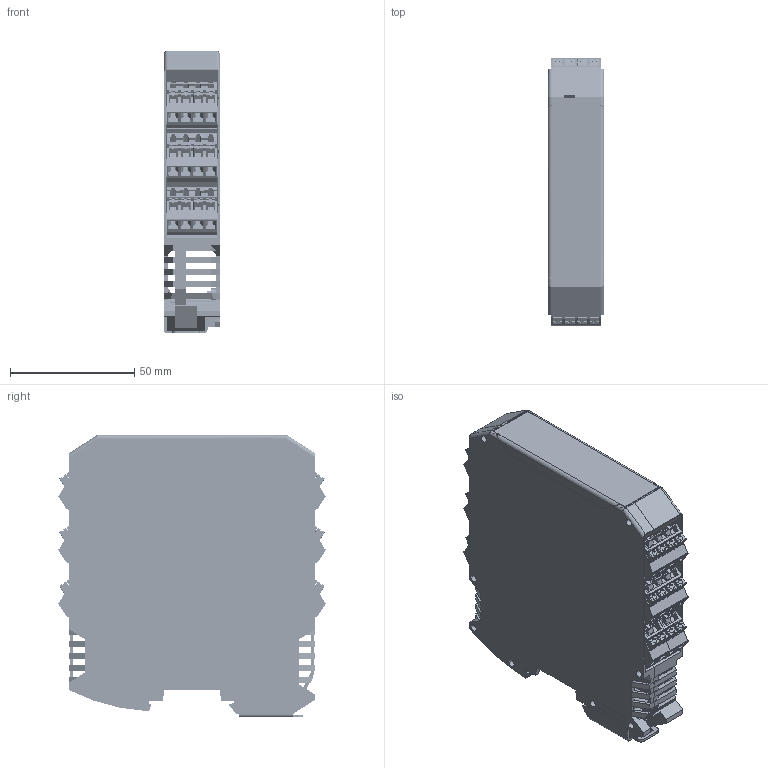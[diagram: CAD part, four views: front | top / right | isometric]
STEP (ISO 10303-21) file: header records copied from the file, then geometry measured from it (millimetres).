
FILE_DESCRIPTION(/* description */ ('Alibre Inc.'),/* implementation_level */ '2;1');
FILE_NAME(/* name */ 'export-BD04FE84-0F22-4F9B-8114-3E27ABF237C1',/* time_stamp */ '2024-07-29T07:25:53+02:00',/* author */ (''),/* organization */ (''),/* preprocessor_version */ 'ST-DEVELOPER v17',/* originating_system */ 'Alibre',/* authorisation */ '');
FILE_SCHEMA (('AUTOMOTIVE_DESIGN'));
Length unit declared in the file: millimetre
Products named in the file (18): 1127817
Bounding box: 22.6 x 107.75 x 113.7 mm (x, y, z)
Volume: 77278.7 mm3; surface area: 102184.9 mm2
Topology: 40 solids, 40 shells, 10483 faces, 28643 edges, 18576 vertices
Faces by surface type: plane 8198, cylinder 1991, torus 100, cone 98, sphere 96
Full cylindrical faces by diameter (mm): 2.08 x20, 2.2 x20, 6.4 x3
Entity records: 138447 total; most frequent: CARTESIAN_POINT 26020, ORIENTED_EDGE 24686, DIRECTION 19098, EDGE_CURVE 12340, VECTOR 10368, LINE 10368, VERTEX_POINT 8077, AXIS2_PLACEMENT_3D 6123
